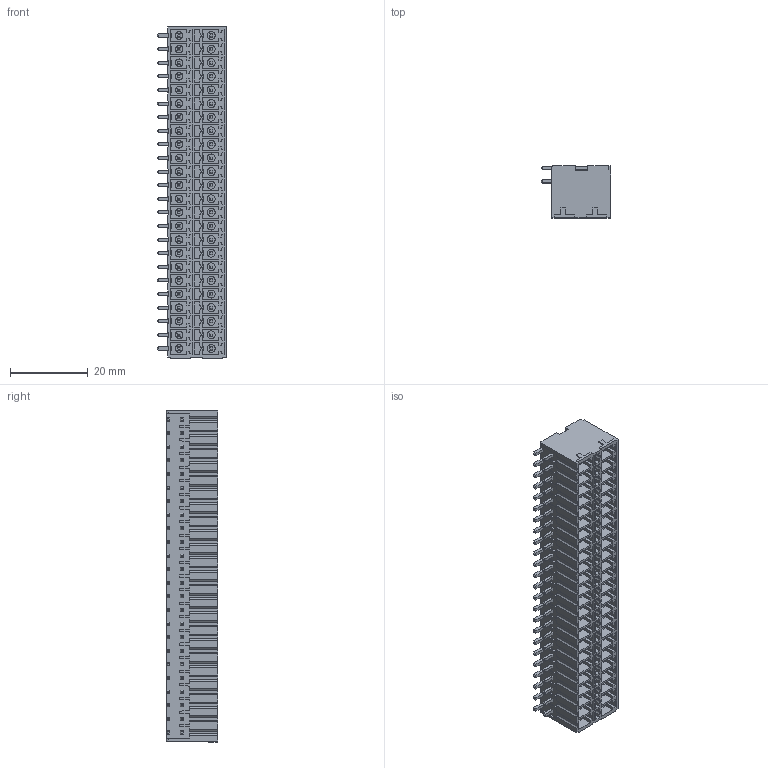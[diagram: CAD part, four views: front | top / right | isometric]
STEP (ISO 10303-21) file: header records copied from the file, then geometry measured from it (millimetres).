
FILE_DESCRIPTION((''),'2;1');
FILE_NAME('TLPHDC-007R-1','2024-09-14T10:39:49',('sheji109'),(''),'CREO PARAMETRIC BY PTC INC, 2018100','CREO PARAMETRIC BY PTC INC, 2018100','');
FILE_SCHEMA(('AUTOMOTIVE_DESIGN { 1 0 10303 214 1 1 1 1 }'));
Products named in the file (1): TLPHDC-007R-1
Bounding box: 17.8 x 13.3 x 85.4 mm (x, y, z)
Volume: 11574.5 mm3; surface area: 14780.4 mm2
Topology: 1 solids, 1 shells, 2610 faces, 6792 edges, 4400 vertices
Faces by surface type: plane 2320, cylinder 194, cone 96
Entity records: 78634 total; most frequent: CARTESIAN_POINT 14288, ORIENTED_EDGE 13584, DIRECTION 12444, EDGE_CURVE 6792, VECTOR 6164, LINE 6164, VERTEX_POINT 4400, AXIS2_PLACEMENT_3D 3140
